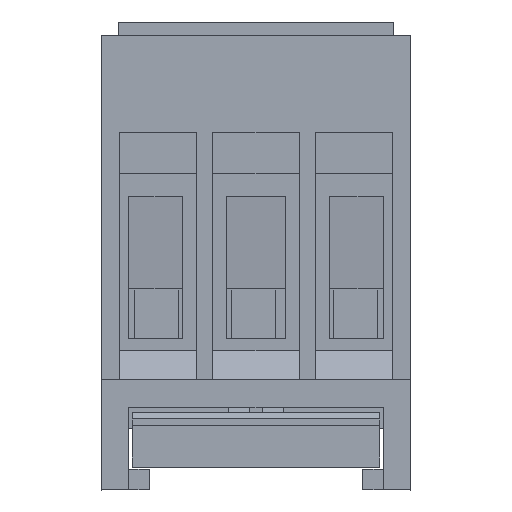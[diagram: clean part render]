
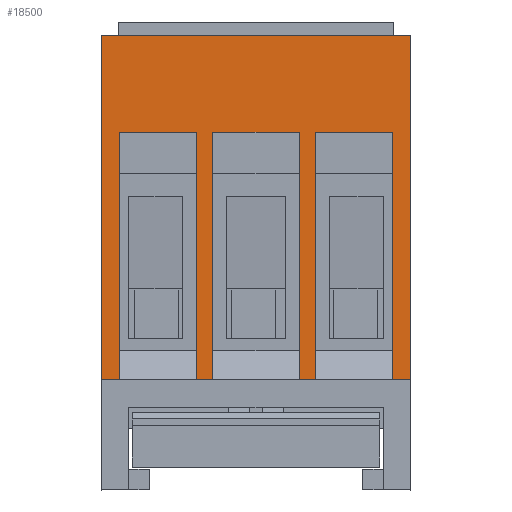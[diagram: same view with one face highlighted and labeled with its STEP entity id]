
A CAD part, front view. The second image highlights one B-rep face of the part: STEP entity #18500.
In plain terms, the highlighted face is planar.
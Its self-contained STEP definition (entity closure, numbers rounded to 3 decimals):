
#2400=CARTESIAN_POINT('',(86.,-11.25,33.));
#2410=VERTEX_POINT('',#2400);
#2440=CARTESIAN_POINT('',(86.,-11.25,32.25));
#2450=DIRECTION('',(0.,0.,1.));
#2460=VECTOR('',#2450,1.);
#2470=LINE('',#2440,#2460);
#2480=CARTESIAN_POINT('',(86.,-11.25,8.));
#2490=VERTEX_POINT('',#2480);
#2500=EDGE_CURVE('',#2490,#2410,#2470,.T.);
#8900=CARTESIAN_POINT('',(86.,11.25,8.));
#8910=VERTEX_POINT('',#8900);
#8940=CARTESIAN_POINT('',(86.,11.25,32.25));
#8950=DIRECTION('',(0.,0.,1.));
#8960=VECTOR('',#8950,1.);
#8970=LINE('',#8940,#8960);
#8980=CARTESIAN_POINT('',(86.,11.25,33.));
#8990=VERTEX_POINT('',#8980);
#9000=EDGE_CURVE('',#8910,#8990,#8970,.T.);
#16630=CARTESIAN_POINT('',(86.,-11.25,8.));
#16640=DIRECTION('',(0.,1.,0.));
#16650=VECTOR('',#16640,1.);
#16660=LINE('',#16630,#16650);
#16670=CARTESIAN_POINT('',(86.,-9.95,8.));
#16680=VERTEX_POINT('',#16670);
#16690=EDGE_CURVE('',#2490,#16680,#16660,.T.);
#16910=CARTESIAN_POINT('',(86.,-4.35,8.));
#16920=VERTEX_POINT('',#16910);
#16950=CARTESIAN_POINT('',(86.,-3.15,8.));
#16960=VERTEX_POINT('',#16950);
#16970=EDGE_CURVE('',#16920,#16960,#16660,.T.);
#17190=CARTESIAN_POINT('',(86.,3.15,8.));
#17200=VERTEX_POINT('',#17190);
#17230=CARTESIAN_POINT('',(86.,4.35,8.));
#17240=VERTEX_POINT('',#17230);
#17250=EDGE_CURVE('',#17200,#17240,#16660,.T.);
#17470=CARTESIAN_POINT('',(86.,9.95,8.));
#17480=VERTEX_POINT('',#17470);
#17510=EDGE_CURVE('',#17480,#8910,#16660,.T.);
#17650=CARTESIAN_POINT('',(86.,-11.25,33.));
#17660=DIRECTION('',(-1.,0.,0.));
#17670=DIRECTION('',(0.,0.,1.));
#17680=AXIS2_PLACEMENT_3D('',#17650,#17660,#17670);
#17690=PLANE('',#17680);
#17700=CARTESIAN_POINT('',(86.,9.95,17.5));
#17710=DIRECTION('',(0.,0.,-1.));
#17720=VECTOR('',#17710,1.);
#17730=LINE('',#17700,#17720);
#17740=CARTESIAN_POINT('',(86.,9.95,26.));
#17750=VERTEX_POINT('',#17740);
#17760=EDGE_CURVE('',#17750,#17480,#17730,.T.);
#17770=ORIENTED_EDGE('',*,*,#17760,.T.);
#17780=CARTESIAN_POINT('',(86.,-11.25,26.));
#17790=DIRECTION('',(0.,1.,0.));
#17800=VECTOR('',#17790,1.);
#17810=LINE('',#17780,#17800);
#17820=CARTESIAN_POINT('',(86.,4.35,26.));
#17830=VERTEX_POINT('',#17820);
#17840=EDGE_CURVE('',#17830,#17750,#17810,.T.);
#17850=ORIENTED_EDGE('',*,*,#17840,.T.);
#17860=CARTESIAN_POINT('',(86.,4.35,17.5));
#17870=DIRECTION('',(0.,0.,-1.));
#17880=VECTOR('',#17870,1.);
#17890=LINE('',#17860,#17880);
#17900=EDGE_CURVE('',#17830,#17240,#17890,.T.);
#17910=ORIENTED_EDGE('',*,*,#17900,.F.);
#17920=ORIENTED_EDGE('',*,*,#17250,.T.);
#17930=CARTESIAN_POINT('',(86.,3.15,17.5));
#17940=DIRECTION('',(0.,0.,-1.));
#17950=VECTOR('',#17940,1.);
#17960=LINE('',#17930,#17950);
#17970=CARTESIAN_POINT('',(86.,3.15,26.));
#17980=VERTEX_POINT('',#17970);
#17990=EDGE_CURVE('',#17980,#17200,#17960,.T.);
#18000=ORIENTED_EDGE('',*,*,#17990,.T.);
#18010=CARTESIAN_POINT('',(86.,-11.25,26.));
#18020=DIRECTION('',(0.,1.,0.));
#18030=VECTOR('',#18020,1.);
#18040=LINE('',#18010,#18030);
#18050=CARTESIAN_POINT('',(86.,-3.15,26.));
#18060=VERTEX_POINT('',#18050);
#18070=EDGE_CURVE('',#18060,#17980,#18040,.T.);
#18080=ORIENTED_EDGE('',*,*,#18070,.T.);
#18090=CARTESIAN_POINT('',(86.,-3.15,17.5));
#18100=DIRECTION('',(0.,0.,-1.));
#18110=VECTOR('',#18100,1.);
#18120=LINE('',#18090,#18110);
#18130=EDGE_CURVE('',#18060,#16960,#18120,.T.);
#18140=ORIENTED_EDGE('',*,*,#18130,.F.);
#18150=ORIENTED_EDGE('',*,*,#16970,.T.);
#18160=CARTESIAN_POINT('',(86.,-4.35,17.5));
#18170=DIRECTION('',(0.,0.,-1.));
#18180=VECTOR('',#18170,1.);
#18190=LINE('',#18160,#18180);
#18200=CARTESIAN_POINT('',(86.,-4.35,26.));
#18210=VERTEX_POINT('',#18200);
#18220=EDGE_CURVE('',#18210,#16920,#18190,.T.);
#18230=ORIENTED_EDGE('',*,*,#18220,.T.);
#18240=CARTESIAN_POINT('',(86.,-11.25,26.));
#18250=DIRECTION('',(0.,1.,0.));
#18260=VECTOR('',#18250,1.);
#18270=LINE('',#18240,#18260);
#18280=CARTESIAN_POINT('',(86.,-9.95,26.));
#18290=VERTEX_POINT('',#18280);
#18300=EDGE_CURVE('',#18290,#18210,#18270,.T.);
#18310=ORIENTED_EDGE('',*,*,#18300,.T.);
#18320=CARTESIAN_POINT('',(86.,-9.95,17.5));
#18330=DIRECTION('',(0.,0.,-1.));
#18340=VECTOR('',#18330,1.);
#18350=LINE('',#18320,#18340);
#18360=EDGE_CURVE('',#18290,#16680,#18350,.T.);
#18370=ORIENTED_EDGE('',*,*,#18360,.F.);
#18380=ORIENTED_EDGE('',*,*,#16690,.T.);
#18390=ORIENTED_EDGE('',*,*,#2500,.F.);
#18400=CARTESIAN_POINT('',(86.,-11.25,33.));
#18410=DIRECTION('',(0.,1.,0.));
#18420=VECTOR('',#18410,1.);
#18430=LINE('',#18400,#18420);
#18440=EDGE_CURVE('',#2410,#8990,#18430,.T.);
#18450=ORIENTED_EDGE('',*,*,#18440,.F.);
#18460=ORIENTED_EDGE('',*,*,#9000,.T.);
#18470=ORIENTED_EDGE('',*,*,#17510,.T.);
#18480=EDGE_LOOP('',(#18470,#18460,#18450,#18390,#18380,#18370,#18310,
#18230,#18150,#18140,#18080,#18000,#17920,#17910,#17850,#17770));
#18490=FACE_OUTER_BOUND('',#18480,.T.);
#18500=ADVANCED_FACE('',(#18490),#17690,.F.);
